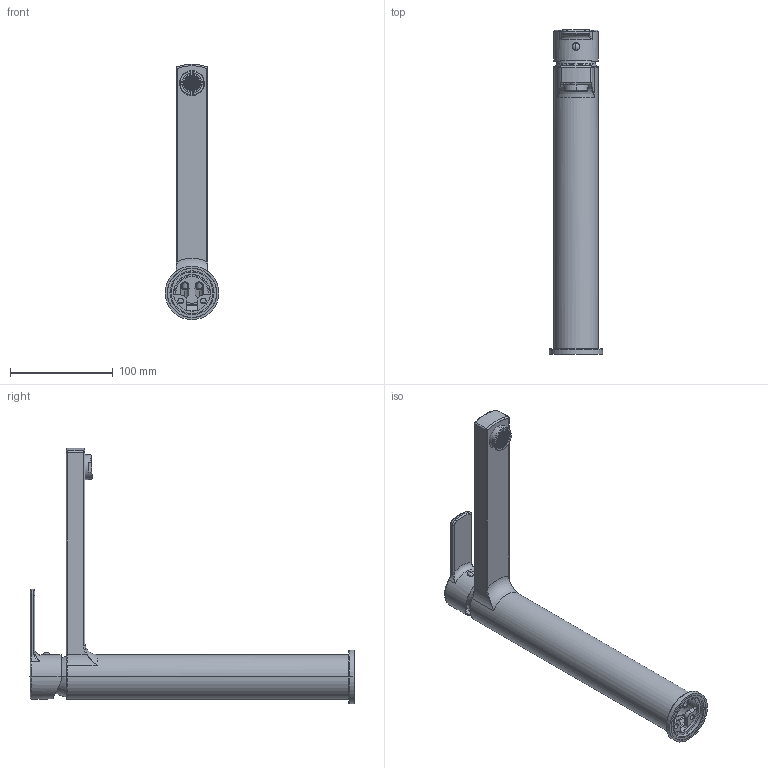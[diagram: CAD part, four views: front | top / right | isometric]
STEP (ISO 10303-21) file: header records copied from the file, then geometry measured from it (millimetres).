
FILE_DESCRIPTION((''),'2;1');
FILE_NAME('WS081CR','2021-11-05T11:53:18',('ut3'),('PAFFONI SpA'),'CREO PARAMETRIC BY PTC INC, 2020044','CREO PARAMETRIC BY PTC INC, 2020044','');
FILE_SCHEMA(('CONFIG_CONTROL_DESIGN','SHAPE_APPEARANCE_LAYERS_GROUPS'));
Length unit declared in the file: millimetre
Products named in the file (1): WS081CR
Bounding box: 52 x 314.78 x 247.89 mm (x, y, z)
Volume: 257698 mm3; surface area: 169444.6 mm2
Topology: 2 solids, 2 shells, 3363 faces, 9672 edges, 6283 vertices
Faces by surface type: plane 2396, cylinder 537, cone 164, torus 117, bspline 107, sphere 38, extrusion 4
Entity records: 136075 total; most frequent: CARTESIAN_POINT 31341, ORIENTED_EDGE 19314, DIRECTION 18451, EDGE_CURVE 9657, VECTOR 6295, LINE 6291, VERTEX_POINT 6283, AXIS2_PLACEMENT_3D 6078
